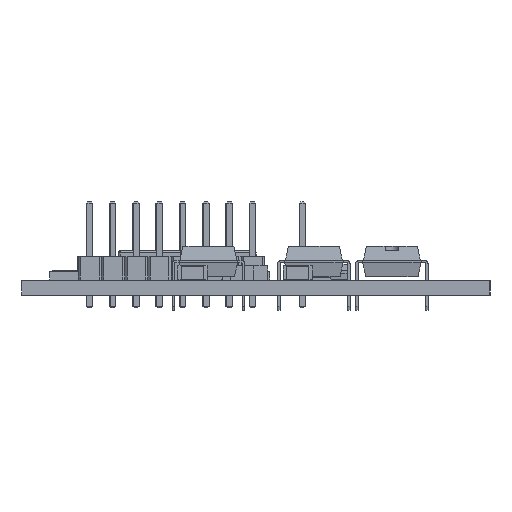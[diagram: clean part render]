
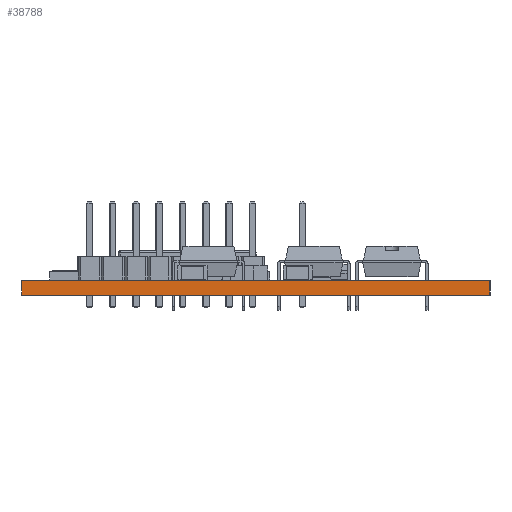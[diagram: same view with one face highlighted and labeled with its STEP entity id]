
A CAD part, left-side view. The second image highlights one B-rep face of the part: STEP entity #38788.
In plain terms, the highlighted planar face has unit normal (-1, 0, 0).
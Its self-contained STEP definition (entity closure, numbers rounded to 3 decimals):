
#38732 = VERTEX_POINT('',#38733);
#38733 = CARTESIAN_POINT('',(66.5,-90.45,1.6));
#38739 = EDGE_CURVE('',#38740,#38732,#38742,.T.);
#38740 = VERTEX_POINT('',#38741);
#38741 = CARTESIAN_POINT('',(66.5,-90.45,0.));
#38742 = LINE('',#38743,#38744);
#38743 = CARTESIAN_POINT('',(66.5,-90.45,0.));
#38744 = VECTOR('',#38745,1.);
#38745 = DIRECTION('',(0.,0.,1.));
#38788 = ADVANCED_FACE('',(#38789),#38814,.T.);
#38789 = FACE_BOUND('',#38790,.T.);
#38790 = EDGE_LOOP('',(#38791,#38792,#38800,#38808));
#38791 = ORIENTED_EDGE('',*,*,#38739,.T.);
#38792 = ORIENTED_EDGE('',*,*,#38793,.T.);
#38793 = EDGE_CURVE('',#38732,#38794,#38796,.T.);
#38794 = VERTEX_POINT('',#38795);
#38795 = CARTESIAN_POINT('',(66.5,-39.45,1.6));
#38796 = LINE('',#38797,#38798);
#38797 = CARTESIAN_POINT('',(66.5,-90.45,1.6));
#38798 = VECTOR('',#38799,1.);
#38799 = DIRECTION('',(0.,1.,0.));
#38800 = ORIENTED_EDGE('',*,*,#38801,.F.);
#38801 = EDGE_CURVE('',#38802,#38794,#38804,.T.);
#38802 = VERTEX_POINT('',#38803);
#38803 = CARTESIAN_POINT('',(66.5,-39.45,0.));
#38804 = LINE('',#38805,#38806);
#38805 = CARTESIAN_POINT('',(66.5,-39.45,0.));
#38806 = VECTOR('',#38807,1.);
#38807 = DIRECTION('',(0.,0.,1.));
#38808 = ORIENTED_EDGE('',*,*,#38809,.F.);
#38809 = EDGE_CURVE('',#38740,#38802,#38810,.T.);
#38810 = LINE('',#38811,#38812);
#38811 = CARTESIAN_POINT('',(66.5,-90.45,0.));
#38812 = VECTOR('',#38813,1.);
#38813 = DIRECTION('',(0.,1.,0.));
#38814 = PLANE('',#38815);
#38815 = AXIS2_PLACEMENT_3D('',#38816,#38817,#38818);
#38816 = CARTESIAN_POINT('',(66.5,-90.45,0.));
#38817 = DIRECTION('',(-1.,0.,0.));
#38818 = DIRECTION('',(0.,1.,0.));
